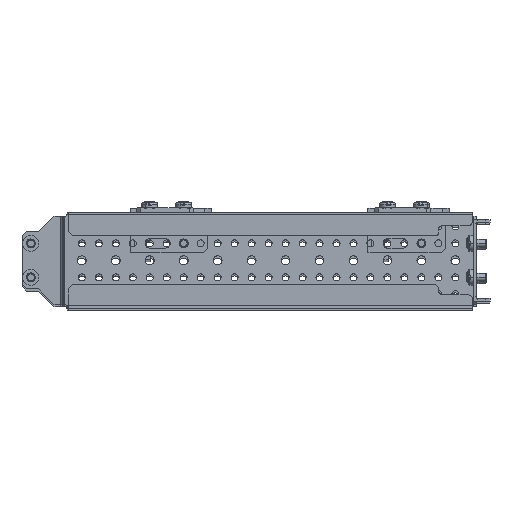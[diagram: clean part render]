
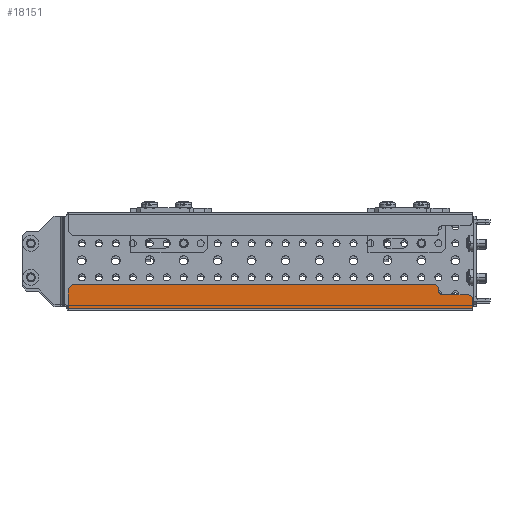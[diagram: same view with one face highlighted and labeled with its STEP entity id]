
A CAD part, top view. The second image highlights one B-rep face of the part: STEP entity #18151.
In plain terms, the highlighted planar face has unit normal (0, 0, 1).
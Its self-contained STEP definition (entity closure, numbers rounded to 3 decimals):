
#148 = ORIENTED_EDGE ( 'NONE', *, *, #37665, .T. ) ;
#151 = VECTOR ( 'NONE', #23885, 1000. ) ;
#221 = CARTESIAN_POINT ( 'NONE',  ( -310.482, -71., 0. ) ) ;
#863 = VERTEX_POINT ( 'NONE', #36548 ) ;
#2212 = EDGE_CURVE ( 'NONE', #34759, #8435, #16475, .T. ) ;
#4383 = CARTESIAN_POINT ( 'NONE',  ( -41., -56.5, 0. ) ) ;
#4715 = VERTEX_POINT ( 'NONE', #4383 ) ;
#5202 = CARTESIAN_POINT ( 'NONE',  ( -35., -61., 0. ) ) ;
#5312 = CARTESIAN_POINT ( 'NONE',  ( -35., -64., 0. ) ) ;
#5627 = VERTEX_POINT ( 'NONE', #11070 ) ;
#5734 = VERTEX_POINT ( 'NONE', #50546 ) ;
#5826 = DIRECTION ( 'NONE',  ( -1., 0., 0. ) ) ;
#6779 = CARTESIAN_POINT ( 'NONE',  ( -41., -64., 0. ) ) ;
#7199 = LINE ( 'NONE', #19641, #43535 ) ;
#8369 = CIRCLE ( 'NONE', #37476, 3. ) ;
#8435 = VERTEX_POINT ( 'NONE', #43580 ) ;
#9606 = LINE ( 'NONE', #221, #28678 ) ;
#9883 = DIRECTION ( 'NONE',  ( 0., -1., 0. ) ) ;
#10274 = LINE ( 'NONE', #17485, #36400 ) ;
#10360 = AXIS2_PLACEMENT_3D ( 'NONE', #15524, #22986, #48952 ) ;
#10802 = DIRECTION ( 'NONE',  ( -0.707, -0.707, 0. ) ) ;
#11070 = CARTESIAN_POINT ( 'NONE',  ( -307.482, -56.5, 0. ) ) ;
#11936 = DIRECTION ( 'NONE',  ( 1., 0., 0. ) ) ;
#12918 = CARTESIAN_POINT ( 'NONE',  ( -310.482, -59.5, 0. ) ) ;
#13275 = LINE ( 'NONE', #43107, #41902 ) ;
#13341 = DIRECTION ( 'NONE',  ( 0., 1., 0. ) ) ;
#14087 = ORIENTED_EDGE ( 'NONE', *, *, #51007, .T. ) ;
#14401 = CARTESIAN_POINT ( 'NONE',  ( -41., -56.5, 0. ) ) ;
#14831 = EDGE_CURVE ( 'NONE', #30117, #4715, #30635, .T. ) ;
#15524 = CARTESIAN_POINT ( 'NONE',  ( -41., -59.5, 0. ) ) ;
#15671 = VERTEX_POINT ( 'NONE', #44132 ) ;
#16475 = LINE ( 'NONE', #50985, #46879 ) ;
#16708 = CARTESIAN_POINT ( 'NONE',  ( -41., -59.5, 0. ) ) ;
#17485 = CARTESIAN_POINT ( 'NONE',  ( -38., -59.5, 0. ) ) ;
#17933 = DIRECTION ( 'NONE',  ( 0., 0., -1. ) ) ;
#18005 = CARTESIAN_POINT ( 'NONE',  ( -310.482, -74., 0. ) ) ;
#18151 = ADVANCED_FACE ( 'NONE', ( #38530 ), #34376, .T. ) ;
#18426 = ORIENTED_EDGE ( 'NONE', *, *, #27468, .T. ) ;
#19214 = DIRECTION ( 'NONE',  ( -1., 0., 0. ) ) ;
#19477 = ORIENTED_EDGE ( 'NONE', *, *, #24906, .F. ) ;
#19641 = CARTESIAN_POINT ( 'NONE',  ( -175.741, 75.241, 0. ) ) ;
#19704 = CARTESIAN_POINT ( 'NONE',  ( -162.989, -74., 0. ) ) ;
#20025 = VERTEX_POINT ( 'NONE', #5312 ) ;
#21270 = CIRCLE ( 'NONE', #29206, 3. ) ;
#21560 = DIRECTION ( 'NONE',  ( 0., 1., 0. ) ) ;
#21965 = ORIENTED_EDGE ( 'NONE', *, *, #27124, .T. ) ;
#22986 = DIRECTION ( 'NONE',  ( 0., 0., 1. ) ) ;
#22993 = VECTOR ( 'NONE', #5826, 1000. ) ;
#23885 = DIRECTION ( 'NONE',  ( 0., -1., 0. ) ) ;
#24392 = LINE ( 'NONE', #19704, #44094 ) ;
#24906 = EDGE_CURVE ( 'NONE', #15671, #5734, #36021, .T. ) ;
#25546 = ORIENTED_EDGE ( 'NONE', *, *, #49447, .T. ) ;
#25840 = DIRECTION ( 'NONE',  ( 0., -1., 0. ) ) ;
#27050 = VERTEX_POINT ( 'NONE', #34256 ) ;
#27105 = EDGE_CURVE ( 'NONE', #15671, #48023, #13275, .T. ) ;
#27124 = EDGE_CURVE ( 'NONE', #48023, #863, #8369, .T. ) ;
#27468 = EDGE_CURVE ( 'NONE', #8435, #50769, #9606, .T. ) ;
#27740 = CARTESIAN_POINT ( 'NONE',  ( -13., -59.5, 0. ) ) ;
#28678 = VECTOR ( 'NONE', #9883, 1000. ) ;
#29206 = AXIS2_PLACEMENT_3D ( 'NONE', #5202, #17933, #47473 ) ;
#29405 = EDGE_CURVE ( 'NONE', #863, #20025, #49855, .T. ) ;
#29860 = ORIENTED_EDGE ( 'NONE', *, *, #40763, .T. ) ;
#30117 = VERTEX_POINT ( 'NONE', #36491 ) ;
#30635 = CIRCLE ( 'NONE', #10360, 3. ) ;
#31793 = ORIENTED_EDGE ( 'NONE', *, *, #2212, .T. ) ;
#32332 = DIRECTION ( 'NONE',  ( 0., 0., 1. ) ) ;
#32884 = EDGE_CURVE ( 'NONE', #4715, #5627, #39820, .T. ) ;
#34097 = CARTESIAN_POINT ( 'NONE',  ( -13., -67., 0. ) ) ;
#34256 = CARTESIAN_POINT ( 'NONE',  ( -38., -61., 0. ) ) ;
#34376 = PLANE ( 'NONE',  #35273 ) ;
#34759 = VERTEX_POINT ( 'NONE', #12918 ) ;
#35273 = AXIS2_PLACEMENT_3D ( 'NONE', #16708, #50140, #25840 ) ;
#35620 = ORIENTED_EDGE ( 'NONE', *, *, #27105, .T. ) ;
#36021 = LINE ( 'NONE', #27740, #151 ) ;
#36400 = VECTOR ( 'NONE', #13341, 1000. ) ;
#36491 = CARTESIAN_POINT ( 'NONE',  ( -38., -59.5, 0. ) ) ;
#36548 = CARTESIAN_POINT ( 'NONE',  ( -16., -64., 0. ) ) ;
#36725 = VECTOR ( 'NONE', #19214, 1000. ) ;
#37473 = DIRECTION ( 'NONE',  ( 0., -1., 0. ) ) ;
#37476 = AXIS2_PLACEMENT_3D ( 'NONE', #44751, #32332, #49166 ) ;
#37665 = EDGE_CURVE ( 'NONE', #50769, #5734, #24392, .T. ) ;
#37832 = ORIENTED_EDGE ( 'NONE', *, *, #29405, .T. ) ;
#38530 = FACE_OUTER_BOUND ( 'NONE', #53311, .T. ) ;
#39820 = LINE ( 'NONE', #14401, #22993 ) ;
#40763 = EDGE_CURVE ( 'NONE', #27050, #30117, #10274, .T. ) ;
#41902 = VECTOR ( 'NONE', #21560, 1000. ) ;
#43107 = CARTESIAN_POINT ( 'NONE',  ( -13., -59.5, 0. ) ) ;
#43535 = VECTOR ( 'NONE', #10802, 1000. ) ;
#43580 = CARTESIAN_POINT ( 'NONE',  ( -310.482, -71., 0. ) ) ;
#44094 = VECTOR ( 'NONE', #11936, 1000. ) ;
#44132 = CARTESIAN_POINT ( 'NONE',  ( -13., -71., 0. ) ) ;
#44751 = CARTESIAN_POINT ( 'NONE',  ( -16., -67., 0. ) ) ;
#46879 = VECTOR ( 'NONE', #37473, 1000. ) ;
#47473 = DIRECTION ( 'NONE',  ( 0., -1., 0. ) ) ;
#48023 = VERTEX_POINT ( 'NONE', #34097 ) ;
#48043 = ORIENTED_EDGE ( 'NONE', *, *, #32884, .T. ) ;
#48952 = DIRECTION ( 'NONE',  ( 0., -1., 0. ) ) ;
#49166 = DIRECTION ( 'NONE',  ( 0., -1., 0. ) ) ;
#49447 = EDGE_CURVE ( 'NONE', #20025, #27050, #21270, .T. ) ;
#49855 = LINE ( 'NONE', #6779, #36725 ) ;
#50140 = DIRECTION ( 'NONE',  ( 0., 0., 1. ) ) ;
#50546 = CARTESIAN_POINT ( 'NONE',  ( -13., -74., 0. ) ) ;
#50769 = VERTEX_POINT ( 'NONE', #18005 ) ;
#50985 = CARTESIAN_POINT ( 'NONE',  ( -310.482, -59.5, 0. ) ) ;
#51007 = EDGE_CURVE ( 'NONE', #5627, #34759, #7199, .T. ) ;
#53311 = EDGE_LOOP ( 'NONE', ( #31793, #18426, #148, #19477, #35620, #21965, #37832, #25546, #29860, #54722, #48043, #14087 ) ) ;
#54722 = ORIENTED_EDGE ( 'NONE', *, *, #14831, .T. ) ;
